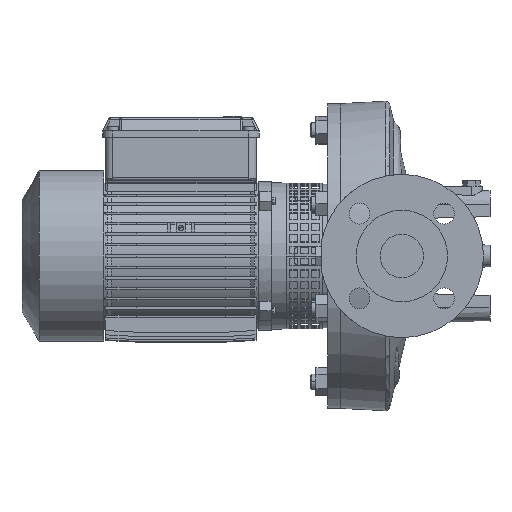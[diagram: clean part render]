
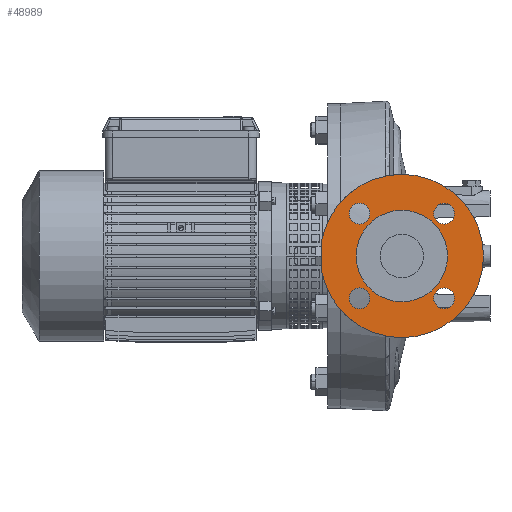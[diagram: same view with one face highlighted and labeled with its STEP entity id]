
A CAD part, left-side view. The second image highlights one B-rep face of the part: STEP entity #48989.
In plain terms, the highlighted planar face has unit normal (-1, 0, 0).
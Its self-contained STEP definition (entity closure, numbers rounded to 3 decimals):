
#119 = EDGE_CURVE ( 'NONE', #30712, #31675, #21951, .T. ) ;
#219 = CARTESIAN_POINT ( 'NONE',  ( -217., 102.9, 12.798 ) ) ;
#287 = VERTEX_POINT ( 'NONE', #18948 ) ;
#466 = CARTESIAN_POINT ( 'NONE',  ( -217., 29., 0. ) ) ;
#1312 = CARTESIAN_POINT ( 'NONE',  ( -217., 29., -75. ) ) ;
#2323 = DIRECTION ( 'NONE',  ( 1., 0., 0. ) ) ;
#2590 = DIRECTION ( 'NONE',  ( 0., 0., -1. ) ) ;
#3200 = EDGE_CURVE ( 'NONE', #7885, #20525, #33162, .T. ) ;
#3516 = DIRECTION ( 'NONE',  ( -1., 0., 0. ) ) ;
#3826 = CARTESIAN_POINT ( 'NONE',  ( -217., 67.891, -48.391 ) ) ;
#3876 = ORIENTED_EDGE ( 'NONE', *, *, #5103, .F. ) ;
#4184 = CARTESIAN_POINT ( 'NONE',  ( -217., 67.891, 38.891 ) ) ;
#4968 = AXIS2_PLACEMENT_3D ( 'NONE', #4184, #18888, #64029 ) ;
#5047 = DIRECTION ( 'NONE',  ( 0., 1., 0. ) ) ;
#5103 = EDGE_CURVE ( 'NONE', #10767, #11229, #8832, .T. ) ;
#6189 = CIRCLE ( 'NONE', #59468, 9.5 ) ;
#6530 = CIRCLE ( 'NONE', #61909, 9.5 ) ;
#7661 = ORIENTED_EDGE ( 'NONE', *, *, #56169, .F. ) ;
#7664 = VERTEX_POINT ( 'NONE', #27947 ) ;
#7735 = DIRECTION ( 'NONE',  ( 1., 0., 0. ) ) ;
#7885 = VERTEX_POINT ( 'NONE', #56924 ) ;
#7922 = DIRECTION ( 'NONE',  ( 0., 0., -1. ) ) ;
#8037 = ORIENTED_EDGE ( 'NONE', *, *, #48100, .T. ) ;
#8356 = AXIS2_PLACEMENT_3D ( 'NONE', #26837, #2323, #11450 ) ;
#8832 = CIRCLE ( 'NONE', #63139, 75. ) ;
#9917 = VERTEX_POINT ( 'NONE', #11222 ) ;
#9943 = FACE_BOUND ( 'NONE', #25538, .T. ) ;
#10106 = CIRCLE ( 'NONE', #59249, 42. ) ;
#10767 = VERTEX_POINT ( 'NONE', #219 ) ;
#11222 = CARTESIAN_POINT ( 'NONE',  ( -217., 102.9, -12.798 ) ) ;
#11229 = VERTEX_POINT ( 'NONE', #25962 ) ;
#11293 = ORIENTED_EDGE ( 'NONE', *, *, #3200, .F. ) ;
#11450 = DIRECTION ( 'NONE',  ( 0., 0., -1. ) ) ;
#11765 = CIRCLE ( 'NONE', #52542, 75. ) ;
#11796 = DIRECTION ( 'NONE',  ( -1., 0., 0. ) ) ;
#11833 = EDGE_CURVE ( 'NONE', #31675, #30712, #10106, .T. ) ;
#12440 = CIRCLE ( 'NONE', #32300, 9.5 ) ;
#13802 = EDGE_CURVE ( 'NONE', #20525, #7885, #44692, .T. ) ;
#14311 = EDGE_CURVE ( 'NONE', #287, #7664, #6189, .T. ) ;
#15070 = AXIS2_PLACEMENT_3D ( 'NONE', #48308, #3516, #53538 ) ;
#16089 = CARTESIAN_POINT ( 'NONE',  ( -217., 67.891, -29.391 ) ) ;
#16386 = VECTOR ( 'NONE', #7922, 1000. ) ;
#16786 = EDGE_CURVE ( 'NONE', #28040, #36317, #33352, .T. ) ;
#18888 = DIRECTION ( 'NONE',  ( -1., 0., 0. ) ) ;
#18948 = CARTESIAN_POINT ( 'NONE',  ( -217., -9.891, -29.391 ) ) ;
#19045 = EDGE_LOOP ( 'NONE', ( #8037, #7661, #45087, #3876 ) ) ;
#20525 = VERTEX_POINT ( 'NONE', #21296 ) ;
#20842 = AXIS2_PLACEMENT_3D ( 'NONE', #56636, #11796, #31762 ) ;
#21091 = EDGE_CURVE ( 'NONE', #36317, #28040, #29738, .T. ) ;
#21296 = CARTESIAN_POINT ( 'NONE',  ( -217., 67.891, 48.391 ) ) ;
#21951 = CIRCLE ( 'NONE', #8356, 42. ) ;
#22748 = CARTESIAN_POINT ( 'NONE',  ( -217., 29., 0. ) ) ;
#23612 = CARTESIAN_POINT ( 'NONE',  ( -217., 102.9, 12.798 ) ) ;
#24118 = DIRECTION ( 'NONE',  ( -1., 0., 0. ) ) ;
#25398 = DIRECTION ( 'NONE',  ( 0., 1., 0. ) ) ;
#25538 = EDGE_LOOP ( 'NONE', ( #48653, #50126 ) ) ;
#25809 = EDGE_CURVE ( 'NONE', #40686, #39788, #29081, .T. ) ;
#25957 = FACE_BOUND ( 'NONE', #31392, .T. ) ;
#25960 = AXIS2_PLACEMENT_3D ( 'NONE', #38733, #34793, #5047 ) ;
#25962 = CARTESIAN_POINT ( 'NONE',  ( -217., 29., 75. ) ) ;
#26508 = EDGE_CURVE ( 'NONE', #39788, #40686, #12440, .T. ) ;
#26837 = CARTESIAN_POINT ( 'NONE',  ( -217., 29., 0. ) ) ;
#26977 = DIRECTION ( 'NONE',  ( 0., 0., -1. ) ) ;
#27947 = CARTESIAN_POINT ( 'NONE',  ( -217., -9.891, -48.391 ) ) ;
#28040 = VERTEX_POINT ( 'NONE', #33048 ) ;
#28383 = EDGE_LOOP ( 'NONE', ( #56167, #61322 ) ) ;
#29081 = CIRCLE ( 'NONE', #25960, 9.5 ) ;
#29738 = CIRCLE ( 'NONE', #15070, 9.5 ) ;
#29895 = DIRECTION ( 'NONE',  ( 0., 0., -1. ) ) ;
#30060 = ORIENTED_EDGE ( 'NONE', *, *, #16786, .F. ) ;
#30712 = VERTEX_POINT ( 'NONE', #44584 ) ;
#30902 = DIRECTION ( 'NONE',  ( 1., 0., 0. ) ) ;
#31183 = FACE_BOUND ( 'NONE', #46065, .T. ) ;
#31243 = DIRECTION ( 'NONE',  ( -1., 0., 0. ) ) ;
#31392 = EDGE_LOOP ( 'NONE', ( #48453, #11293 ) ) ;
#31675 = VERTEX_POINT ( 'NONE', #42417 ) ;
#31762 = DIRECTION ( 'NONE',  ( 0., -1., 0. ) ) ;
#32021 = CARTESIAN_POINT ( 'NONE',  ( -217., 29., 0. ) ) ;
#32300 = AXIS2_PLACEMENT_3D ( 'NONE', #35543, #24118, #25398 ) ;
#32314 = DIRECTION ( 'NONE',  ( -1., 0., 0. ) ) ;
#32393 = DIRECTION ( 'NONE',  ( -1., 0., 0. ) ) ;
#33048 = CARTESIAN_POINT ( 'NONE',  ( -217., -9.891, 48.391 ) ) ;
#33162 = CIRCLE ( 'NONE', #4968, 9.5 ) ;
#33352 = CIRCLE ( 'NONE', #20842, 9.5 ) ;
#34793 = DIRECTION ( 'NONE',  ( -1., 0., 0. ) ) ;
#35129 = FACE_BOUND ( 'NONE', #28383, .T. ) ;
#35451 = DIRECTION ( 'NONE',  ( -1., 0., 0. ) ) ;
#35543 = CARTESIAN_POINT ( 'NONE',  ( -217., 67.891, -38.891 ) ) ;
#35805 = ORIENTED_EDGE ( 'NONE', *, *, #11833, .T. ) ;
#36317 = VERTEX_POINT ( 'NONE', #61665 ) ;
#36379 = ORIENTED_EDGE ( 'NONE', *, *, #119, .T. ) ;
#37462 = DIRECTION ( 'NONE',  ( 0., 0., -1. ) ) ;
#37529 = CARTESIAN_POINT ( 'NONE',  ( -217., -9.891, -38.891 ) ) ;
#38733 = CARTESIAN_POINT ( 'NONE',  ( -217., 67.891, -38.891 ) ) ;
#39788 = VERTEX_POINT ( 'NONE', #16089 ) ;
#40686 = VERTEX_POINT ( 'NONE', #3826 ) ;
#41364 = CARTESIAN_POINT ( 'NONE',  ( -217., -9.891, -38.891 ) ) ;
#41656 = DIRECTION ( 'NONE',  ( 0., 0., -1. ) ) ;
#41955 = EDGE_CURVE ( 'NONE', #11229, #63801, #11765, .T. ) ;
#42417 = CARTESIAN_POINT ( 'NONE',  ( -217., 29., 42. ) ) ;
#42520 = DIRECTION ( 'NONE',  ( 0., 0., 1. ) ) ;
#42712 = DIRECTION ( 'NONE',  ( 0., 0., -1. ) ) ;
#44584 = CARTESIAN_POINT ( 'NONE',  ( -217., 29., -42. ) ) ;
#44692 = CIRCLE ( 'NONE', #56298, 9.5 ) ;
#45087 = ORIENTED_EDGE ( 'NONE', *, *, #41955, .F. ) ;
#45246 = PLANE ( 'NONE',  #61382 ) ;
#46065 = EDGE_LOOP ( 'NONE', ( #36379, #35805 ) ) ;
#46583 = CARTESIAN_POINT ( 'NONE',  ( -217., 29., 0. ) ) ;
#48030 = DIRECTION ( 'NONE',  ( 1., 0., 0. ) ) ;
#48100 = EDGE_CURVE ( 'NONE', #10767, #9917, #58617, .T. ) ;
#48308 = CARTESIAN_POINT ( 'NONE',  ( -217., -9.891, 38.891 ) ) ;
#48453 = ORIENTED_EDGE ( 'NONE', *, *, #13802, .F. ) ;
#48491 = AXIS2_PLACEMENT_3D ( 'NONE', #46583, #30902, #41656 ) ;
#48653 = ORIENTED_EDGE ( 'NONE', *, *, #26508, .F. ) ;
#48989 = ADVANCED_FACE ( 'NONE', ( #50482, #35129, #9943, #25957, #31183, #50812 ), #45246, .T. ) ;
#50126 = ORIENTED_EDGE ( 'NONE', *, *, #25809, .F. ) ;
#50482 = FACE_BOUND ( 'NONE', #51222, .T. ) ;
#50812 = FACE_OUTER_BOUND ( 'NONE', #19045, .T. ) ;
#51222 = EDGE_LOOP ( 'NONE', ( #30060, #63527 ) ) ;
#52266 = DIRECTION ( 'NONE',  ( 0., 0., -1. ) ) ;
#52542 = AXIS2_PLACEMENT_3D ( 'NONE', #32021, #48030, #2590 ) ;
#53538 = DIRECTION ( 'NONE',  ( 0., -1., 0. ) ) ;
#54101 = EDGE_CURVE ( 'NONE', #7664, #287, #6530, .T. ) ;
#56167 = ORIENTED_EDGE ( 'NONE', *, *, #14311, .F. ) ;
#56169 = EDGE_CURVE ( 'NONE', #63801, #9917, #63160, .T. ) ;
#56298 = AXIS2_PLACEMENT_3D ( 'NONE', #63122, #32393, #42520 ) ;
#56636 = CARTESIAN_POINT ( 'NONE',  ( -217., -9.891, 38.891 ) ) ;
#56924 = CARTESIAN_POINT ( 'NONE',  ( -217., 67.891, 29.391 ) ) ;
#57120 = DIRECTION ( 'NONE',  ( 1., 0., 0. ) ) ;
#57772 = CARTESIAN_POINT ( 'NONE',  ( -217., 29., 0. ) ) ;
#58617 = LINE ( 'NONE', #23612, #16386 ) ;
#59249 = AXIS2_PLACEMENT_3D ( 'NONE', #22748, #57120, #37462 ) ;
#59468 = AXIS2_PLACEMENT_3D ( 'NONE', #37529, #32314, #52266 ) ;
#61322 = ORIENTED_EDGE ( 'NONE', *, *, #54101, .F. ) ;
#61382 = AXIS2_PLACEMENT_3D ( 'NONE', #466, #35451, #29895 ) ;
#61665 = CARTESIAN_POINT ( 'NONE',  ( -217., -9.891, 29.391 ) ) ;
#61909 = AXIS2_PLACEMENT_3D ( 'NONE', #41364, #31243, #26977 ) ;
#63122 = CARTESIAN_POINT ( 'NONE',  ( -217., 67.891, 38.891 ) ) ;
#63139 = AXIS2_PLACEMENT_3D ( 'NONE', #57772, #7735, #42712 ) ;
#63160 = CIRCLE ( 'NONE', #48491, 75. ) ;
#63527 = ORIENTED_EDGE ( 'NONE', *, *, #21091, .F. ) ;
#63801 = VERTEX_POINT ( 'NONE', #1312 ) ;
#64029 = DIRECTION ( 'NONE',  ( 0., 0., 1. ) ) ;
